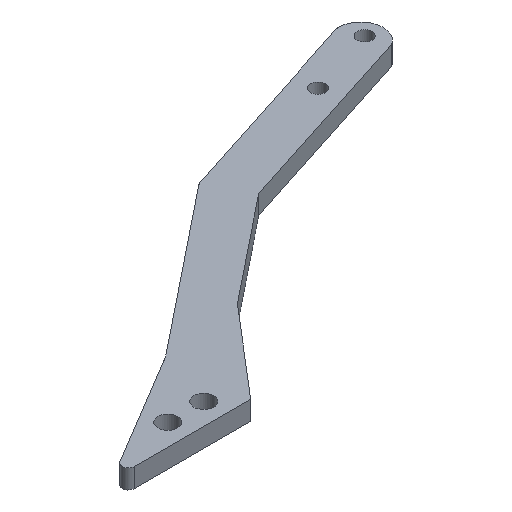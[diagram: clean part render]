
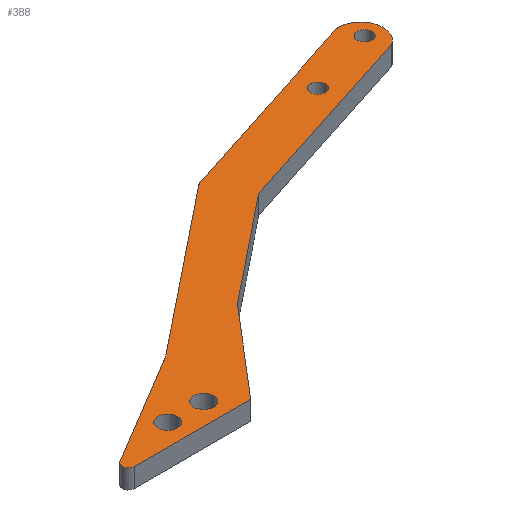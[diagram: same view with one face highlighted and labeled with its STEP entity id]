
A CAD part, isometric view. The second image highlights one B-rep face of the part: STEP entity #388.
In plain terms, the highlighted planar face has unit normal (0, 0, 1).
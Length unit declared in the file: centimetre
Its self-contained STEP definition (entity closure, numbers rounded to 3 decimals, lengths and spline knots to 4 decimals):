
#112=PLANE('',#418);
#117=VECTOR('',#430,1.);
#126=VECTOR('',#457,1.);
#127=VECTOR('',#459,1.);
#129=VECTOR('',#462,1.);
#132=VECTOR('',#470,1.);
#134=VECTOR('',#473,1.);
#136=VECTOR('',#476,1.);
#141=LINE('',#508,#117);
#150=LINE('',#540,#126);
#151=LINE('',#542,#127);
#153=LINE('',#546,#129);
#156=LINE('',#554,#132);
#158=LINE('',#558,#134);
#160=LINE('',#562,#136);
#163=VERTEX_POINT('',#499);
#164=VERTEX_POINT('',#501);
#166=VERTEX_POINT('',#507);
#167=VERTEX_POINT('',#511);
#179=VERTEX_POINT('',#539);
#180=VERTEX_POINT('',#543);
#181=VERTEX_POINT('',#547);
#182=VERTEX_POINT('',#551);
#183=VERTEX_POINT('',#555);
#184=VERTEX_POINT('',#559);
#185=VERTEX_POINT('',#565);
#186=VERTEX_POINT('',#568);
#187=VERTEX_POINT('',#571);
#188=VERTEX_POINT('',#574);
#190=CIRCLE('',#391,1.);
#191=CIRCLE('',#394,0.1);
#198=CIRCLE('',#406,0.3732);
#199=CIRCLE('',#411,0.125);
#200=CIRCLE('',#413,0.165);
#201=CIRCLE('',#415,0.165);
#202=CIRCLE('',#417,0.125);
#205=EDGE_CURVE('',#163,#164,#190,.T.);
#209=EDGE_CURVE('',#166,#163,#141,.T.);
#210=EDGE_CURVE('',#167,#166,#191,.T.);
#225=EDGE_CURVE('',#179,#167,#150,.T.);
#226=EDGE_CURVE('',#164,#180,#151,.T.);
#228=EDGE_CURVE('',#180,#181,#153,.T.);
#230=EDGE_CURVE('',#181,#182,#198,.T.);
#232=EDGE_CURVE('',#182,#183,#156,.T.);
#234=EDGE_CURVE('',#183,#184,#158,.T.);
#236=EDGE_CURVE('',#184,#179,#160,.T.);
#237=EDGE_CURVE('',#185,#185,#199,.T.);
#238=EDGE_CURVE('',#186,#186,#200,.T.);
#239=EDGE_CURVE('',#187,#187,#201,.T.);
#240=EDGE_CURVE('',#188,#188,#202,.T.);
#303=ORIENTED_EDGE('',*,*,#210,.F.);
#304=ORIENTED_EDGE('',*,*,#225,.F.);
#305=ORIENTED_EDGE('',*,*,#236,.F.);
#306=ORIENTED_EDGE('',*,*,#234,.F.);
#307=ORIENTED_EDGE('',*,*,#232,.F.);
#308=ORIENTED_EDGE('',*,*,#230,.F.);
#309=ORIENTED_EDGE('',*,*,#228,.F.);
#310=ORIENTED_EDGE('',*,*,#226,.F.);
#311=ORIENTED_EDGE('',*,*,#205,.F.);
#312=ORIENTED_EDGE('',*,*,#209,.F.);
#313=ORIENTED_EDGE('',*,*,#240,.F.);
#314=ORIENTED_EDGE('',*,*,#239,.F.);
#315=ORIENTED_EDGE('',*,*,#238,.F.);
#316=ORIENTED_EDGE('',*,*,#237,.F.);
#340=EDGE_LOOP('',(#303,#304,#305,#306,#307,#308,#309,#310,#311,#312));
#341=EDGE_LOOP('',(#313));
#342=EDGE_LOOP('',(#314));
#343=EDGE_LOOP('',(#315));
#344=EDGE_LOOP('',(#316));
#368=FACE_BOUND('',#340,.T.);
#369=FACE_BOUND('',#341,.T.);
#370=FACE_BOUND('',#342,.T.);
#371=FACE_BOUND('',#343,.T.);
#372=FACE_BOUND('',#344,.T.);
#388=ADVANCED_FACE('',(#368,#369,#370,#371,#372),#112,.T.);
#391=AXIS2_PLACEMENT_3D('',#500,#424,#425);
#394=AXIS2_PLACEMENT_3D('',#510,#433,#434);
#406=AXIS2_PLACEMENT_3D('',#550,#466,#467);
#411=AXIS2_PLACEMENT_3D('',#564,#479,#480);
#413=AXIS2_PLACEMENT_3D('',#567,#483,#484);
#415=AXIS2_PLACEMENT_3D('',#570,#487,#488);
#417=AXIS2_PLACEMENT_3D('',#573,#491,#492);
#418=AXIS2_PLACEMENT_3D('',#575,#493,$);
#424=DIRECTION('',(0.,0.,1.));
#425=DIRECTION('',(0.571,-0.821,0.));
#430=DIRECTION('',(0.857,0.514,0.));
#433=DIRECTION('',(0.,0.,-1.));
#434=DIRECTION('',(-0.096,-0.027,0.));
#457=DIRECTION('',(-1.,0.,0.));
#459=DIRECTION('',(0.781,0.625,0.));
#462=DIRECTION('',(0.952,0.306,0.));
#466=DIRECTION('',(0.,0.,-1.));
#467=DIRECTION('',(0.373,0.,0.));
#470=DIRECTION('',(-0.952,-0.306,0.));
#473=DIRECTION('',(-0.781,-0.625,0.));
#476=DIRECTION('',(-0.648,-0.761,0.));
#479=DIRECTION('',(0.,0.,1.));
#480=DIRECTION('',(0.125,0.,0.));
#483=DIRECTION('',(0.,0.,1.));
#484=DIRECTION('',(0.165,0.,0.));
#487=DIRECTION('',(0.,0.,1.));
#488=DIRECTION('',(0.165,0.,0.));
#491=DIRECTION('',(0.,0.,1.));
#492=DIRECTION('',(0.125,0.,0.));
#493=DIRECTION('',(0.,0.,1.));
#499=CARTESIAN_POINT('',(-6.8043,-3.1493,0.3175));
#500=CARTESIAN_POINT('',(-7.3188,-2.2918,0.3175));
#501=CARTESIAN_POINT('',(-6.6943,-3.0728,0.3175));
#507=CARTESIAN_POINT('',(-8.6538,-4.2589,0.3175));
#508=CARTESIAN_POINT('',(-6.7468,-3.1147,0.3175));
#510=CARTESIAN_POINT('',(-8.6023,-4.3447,0.3175));
#511=CARTESIAN_POINT('',(-8.6023,-4.4447,0.3175));
#539=CARTESIAN_POINT('',(-6.6634,-4.4447,0.3175));
#540=CARTESIAN_POINT('',(-8.9634,-4.4447,0.3175));
#542=CARTESIAN_POINT('',(-3.9808,-0.9031,0.3175));
#543=CARTESIAN_POINT('',(-3.9808,-0.9031,0.3175));
#546=CARTESIAN_POINT('',(-0.5869,0.1893,0.3175));
#547=CARTESIAN_POINT('',(-0.5869,0.1893,0.3175));
#550=CARTESIAN_POINT('',(-0.5727,-0.1836,0.3175));
#551=CARTESIAN_POINT('',(-0.3711,-0.4976,0.3175));
#554=CARTESIAN_POINT('',(-3.6344,-1.548,0.3175));
#555=CARTESIAN_POINT('',(-3.6344,-1.548,0.3175));
#558=CARTESIAN_POINT('',(-5.3965,-2.9569,0.3175));
#559=CARTESIAN_POINT('',(-5.3965,-2.9569,0.3175));
#562=CARTESIAN_POINT('',(-6.6634,-4.4447,0.3175));
#564=CARTESIAN_POINT('',(-1.6182,-0.5209,0.3175));
#565=CARTESIAN_POINT('',(-1.4932,-0.5209,0.3175));
#567=CARTESIAN_POINT('',(-7.0834,-4.0847,0.3175));
#568=CARTESIAN_POINT('',(-6.9184,-4.0847,0.3175));
#570=CARTESIAN_POINT('',(-7.6834,-4.0847,0.3175));
#571=CARTESIAN_POINT('',(-7.5184,-4.0847,0.3175));
#573=CARTESIAN_POINT('',(-0.476,-0.1532,0.3175));
#574=CARTESIAN_POINT('',(-0.351,-0.1532,0.3175));
#575=CARTESIAN_POINT('',(-4.5898,-2.1503,0.3175));
